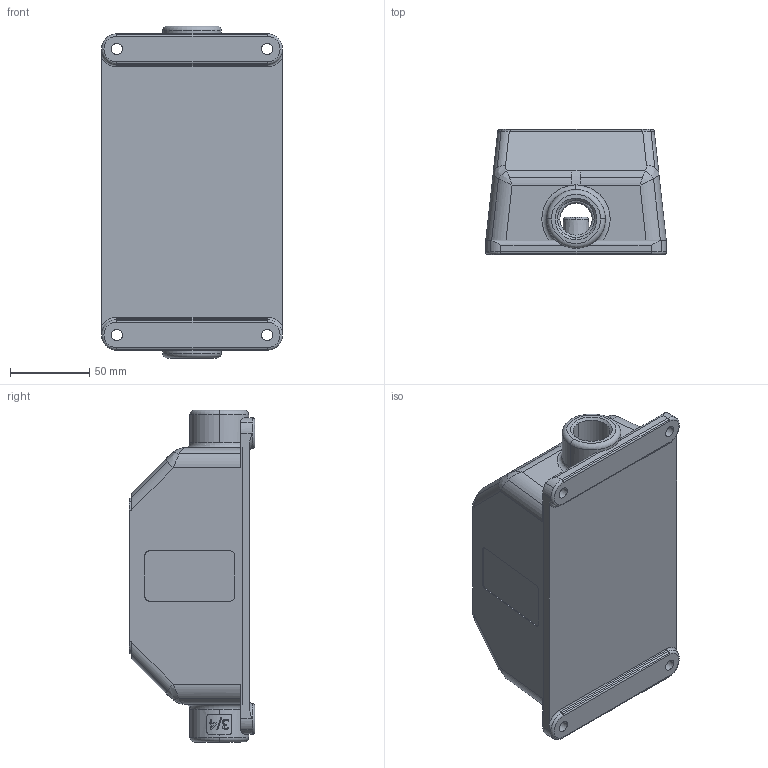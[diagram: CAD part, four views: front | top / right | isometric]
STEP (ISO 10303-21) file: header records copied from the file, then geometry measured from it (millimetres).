
FILE_DESCRIPTION (( 'STEP AP203' ), '1' );
FILE_NAME ('FT202WA.step', '2022-08-17T19:22:57', ( '' ), ( '' ), 'SwSTEP 2.0', 'SolidWorks 2021', '' );
FILE_SCHEMA (( 'CONFIG_CONTROL_DESIGN' ));
Length unit declared in the file: inch
Products named in the file (1): FT202WA
Bounding box: 114.3 x 79.25 x 209.8 mm (x, y, z)
Volume: 352468.4 mm3; surface area: 135043.7 mm2
Topology: 1 solids, 1 shells, 489 faces, 1294 edges, 793 vertices
Faces by surface type: cylinder 238, plane 108, bspline 67, torus 52, cone 16, sphere 8
Entity records: 17908 total; most frequent: CARTESIAN_POINT 6701, ORIENTED_EDGE 2536, DIRECTION 2058, EDGE_CURVE 1268, VERTEX_POINT 793, AXIS2_PLACEMENT_3D 777, EDGE_LOOP 513, VECTOR 504
